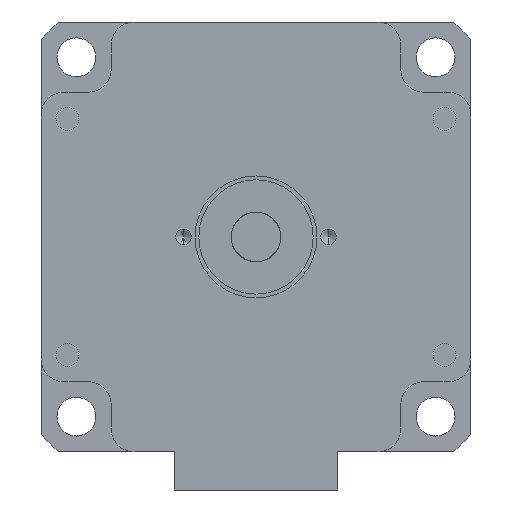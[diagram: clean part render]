
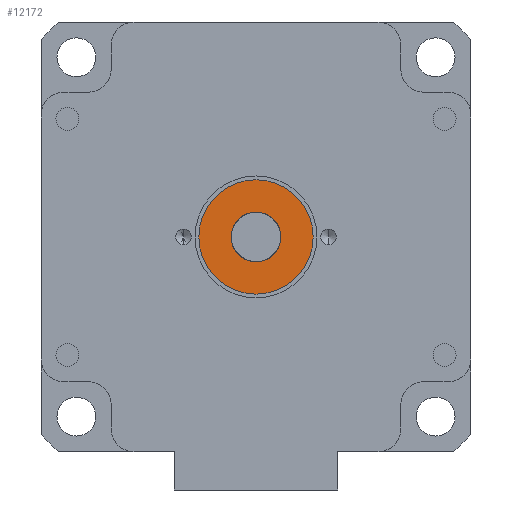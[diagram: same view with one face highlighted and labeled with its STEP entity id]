
A CAD part, front view. The second image highlights one B-rep face of the part: STEP entity #12172.
In plain terms, the highlighted planar face has unit normal (0, -1, 0).
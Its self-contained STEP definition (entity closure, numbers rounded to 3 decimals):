
#39 = DIRECTION ( 'NONE',  ( 0., 0., -1. ) ) ;
#90 = DIRECTION ( 'NONE',  ( 0., 0., -1. ) ) ;
#108 = DIRECTION ( 'NONE',  ( 0., -1., 0. ) ) ;
#223 = DIRECTION ( 'NONE',  ( 0., -1., 0. ) ) ;
#451 = ORIENTED_EDGE ( 'NONE', *, *, #10298, .T. ) ;
#491 = EDGE_CURVE ( 'NONE', #11161, #9364, #11034, .T. ) ;
#653 = CARTESIAN_POINT ( 'NONE',  ( 15.85, 2.2, 26.95 ) ) ;
#1393 = CARTESIAN_POINT ( 'NONE',  ( 15.85, 2.2, 11.95 ) ) ;
#1598 = CIRCLE ( 'NONE', #1669, 7.5 ) ;
#1669 = AXIS2_PLACEMENT_3D ( 'NONE', #11791, #5909, #39 ) ;
#1969 = EDGE_CURVE ( 'NONE', #9364, #11161, #8409, .T. ) ;
#2156 = CARTESIAN_POINT ( 'NONE',  ( 15.85, 2.2, 19.45 ) ) ;
#2577 = AXIS2_PLACEMENT_3D ( 'NONE', #2156, #223, #7097 ) ;
#2695 = VERTEX_POINT ( 'NONE', #1393 ) ;
#2871 = VERTEX_POINT ( 'NONE', #653 ) ;
#3032 = CARTESIAN_POINT ( 'NONE',  ( 15.85, 2.2, 19.45 ) ) ;
#3135 = PLANE ( 'NONE',  #2577 ) ;
#3754 = AXIS2_PLACEMENT_3D ( 'NONE', #11858, #5977, #90 ) ;
#4026 = DIRECTION ( 'NONE',  ( 0., 0., -1. ) ) ;
#4212 = EDGE_LOOP ( 'NONE', ( #4692, #7075 ) ) ;
#4692 = ORIENTED_EDGE ( 'NONE', *, *, #491, .F. ) ;
#5379 = AXIS2_PLACEMENT_3D ( 'NONE', #3032, #9909, #4026 ) ;
#5823 = CARTESIAN_POINT ( 'NONE',  ( 15.85, 2.2, 16.2 ) ) ;
#5909 = DIRECTION ( 'NONE',  ( 0., -1., 0. ) ) ;
#5977 = DIRECTION ( 'NONE',  ( 0., -1., 0. ) ) ;
#5994 = CARTESIAN_POINT ( 'NONE',  ( 15.85, 2.2, 19.45 ) ) ;
#6296 = FACE_BOUND ( 'NONE', #4212, .T. ) ;
#6977 = DIRECTION ( 'NONE',  ( 0., 0., -1. ) ) ;
#7075 = ORIENTED_EDGE ( 'NONE', *, *, #1969, .F. ) ;
#7097 = DIRECTION ( 'NONE',  ( 0., 0., -1. ) ) ;
#8409 = CIRCLE ( 'NONE', #11096, 3.25 ) ;
#9333 = CARTESIAN_POINT ( 'NONE',  ( 15.85, 2.2, 22.7 ) ) ;
#9364 = VERTEX_POINT ( 'NONE', #5823 ) ;
#9909 = DIRECTION ( 'NONE',  ( 0., -1., 0. ) ) ;
#10298 = EDGE_CURVE ( 'NONE', #2695, #2871, #1598, .T. ) ;
#10873 = ORIENTED_EDGE ( 'NONE', *, *, #12646, .T. ) ;
#11034 = CIRCLE ( 'NONE', #3754, 3.25 ) ;
#11096 = AXIS2_PLACEMENT_3D ( 'NONE', #5994, #108, #6977 ) ;
#11161 = VERTEX_POINT ( 'NONE', #9333 ) ;
#11210 = FACE_OUTER_BOUND ( 'NONE', #12431, .T. ) ;
#11791 = CARTESIAN_POINT ( 'NONE',  ( 15.85, 2.2, 19.45 ) ) ;
#11808 = CIRCLE ( 'NONE', #5379, 7.5 ) ;
#11858 = CARTESIAN_POINT ( 'NONE',  ( 15.85, 2.2, 19.45 ) ) ;
#12172 = ADVANCED_FACE ( 'NONE', ( #6296, #11210 ), #3135, .T. ) ;
#12431 = EDGE_LOOP ( 'NONE', ( #10873, #451 ) ) ;
#12646 = EDGE_CURVE ( 'NONE', #2871, #2695, #11808, .T. ) ;
